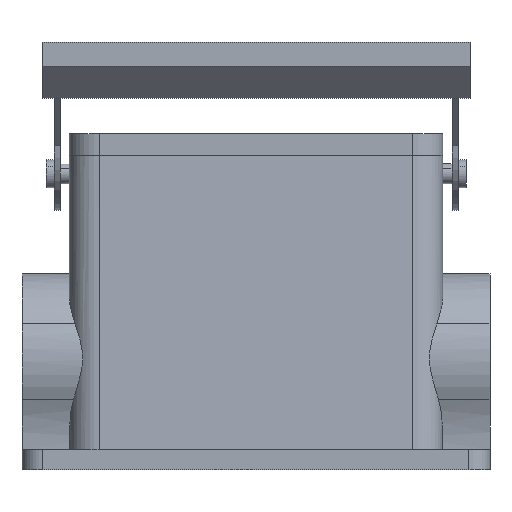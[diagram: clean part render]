
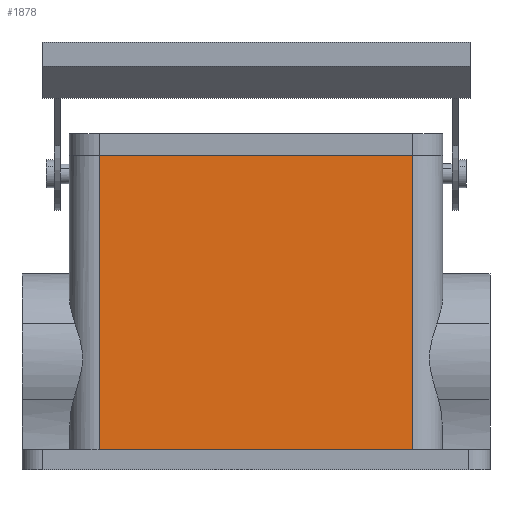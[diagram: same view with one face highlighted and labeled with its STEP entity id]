
A CAD part, left-side view. The second image highlights one B-rep face of the part: STEP entity #1878.
In plain terms, the highlighted planar face has unit normal (-0.999, 0, 0.035).
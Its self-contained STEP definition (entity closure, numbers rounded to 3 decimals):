
#1865=AXIS2_PLACEMENT_3D('Plane Axis2P3D',#1862,#1863,#1864) ;
#1396=CARTESIAN_POINT('Line Origine',(17.169,97.65,40.381)) ;
#1400=CARTESIAN_POINT('Vertex',(15.933,97.65,5.)) ;
#1402=CARTESIAN_POINT('Vertex',(18.5,97.65,78.5)) ;
#1474=CARTESIAN_POINT('Line Origine',(18.5,58.5,78.5)) ;
#1478=CARTESIAN_POINT('Vertex',(18.5,19.35,78.5)) ;
#1837=CARTESIAN_POINT('Line Origine',(17.169,19.35,40.381)) ;
#1841=CARTESIAN_POINT('Vertex',(15.933,19.35,5.)) ;
#1862=CARTESIAN_POINT('Axis2P3D Location',(18.5,58.5,78.5)) ;
#1867=CARTESIAN_POINT('Line Origine',(15.933,58.5,5.)) ;
#1397=DIRECTION('Vector Direction',(0.035,0.,0.999)) ;
#1475=DIRECTION('Vector Direction',(0.,1.,0.)) ;
#1838=DIRECTION('Vector Direction',(0.035,0.,0.999)) ;
#1863=DIRECTION('Axis2P3D Direction',(-0.999,0.,0.035)) ;
#1864=DIRECTION('Axis2P3D XDirection',(0.,1.,0.)) ;
#1868=DIRECTION('Vector Direction',(0.,1.,0.)) ;
#1398=VECTOR('Line Direction',#1397,1.) ;
#1476=VECTOR('Line Direction',#1475,1.) ;
#1839=VECTOR('Line Direction',#1838,1.) ;
#1869=VECTOR('Line Direction',#1868,1.) ;
#1873=ORIENTED_EDGE('',*,*,#1843,.F.) ;
#1874=ORIENTED_EDGE('',*,*,#1480,.F.) ;
#1875=ORIENTED_EDGE('',*,*,#1404,.F.) ;
#1876=ORIENTED_EDGE('',*,*,#1871,.F.) ;
#1878=ADVANCED_FACE('Housing',(#1877),#1866,.T.) ;
#1404=EDGE_CURVE('',#1401,#1403,#1399,.T.) ;
#1480=EDGE_CURVE('',#1403,#1479,#1477,.F.) ;
#1843=EDGE_CURVE('',#1479,#1842,#1840,.F.) ;
#1871=EDGE_CURVE('',#1842,#1401,#1870,.T.) ;
#1872=EDGE_LOOP('',(#1873,#1874,#1875,#1876)) ;
#1877=FACE_OUTER_BOUND('',#1872,.T.) ;
#1399=LINE('Line',#1396,#1398) ;
#1477=LINE('Line',#1474,#1476) ;
#1840=LINE('Line',#1837,#1839) ;
#1870=LINE('Line',#1867,#1869) ;
#1866=PLANE('',#1865) ;
#1401=VERTEX_POINT('',#1400) ;
#1403=VERTEX_POINT('',#1402) ;
#1479=VERTEX_POINT('',#1478) ;
#1842=VERTEX_POINT('',#1841) ;
